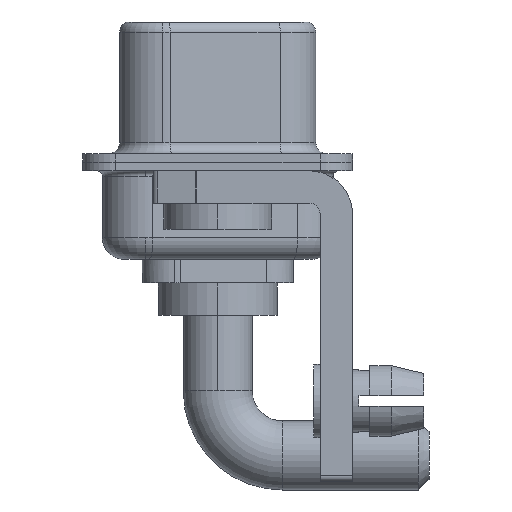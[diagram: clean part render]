
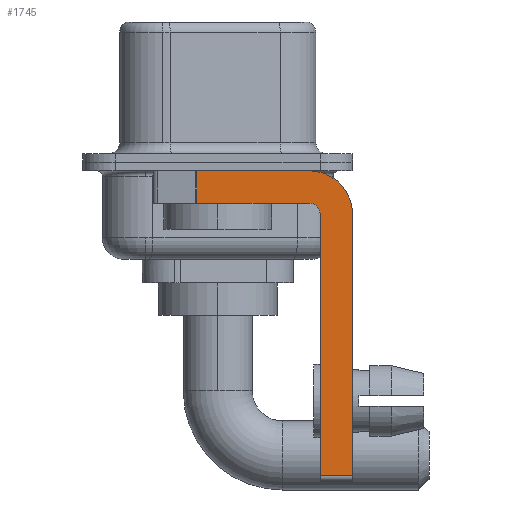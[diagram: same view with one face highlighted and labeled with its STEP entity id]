
A CAD part, left-side view. The second image highlights one B-rep face of the part: STEP entity #1745.
In plain terms, the highlighted planar face has unit normal (-1, 0, 0).
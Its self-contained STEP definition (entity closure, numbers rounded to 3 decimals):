
#699 = VERTEX_POINT ( 'NONE', #12002 ) ;
#1559 = LINE ( 'NONE', #10121, #16578 ) ;
#1716 = VECTOR ( 'NONE', #7884, 1000. ) ;
#1745 = ADVANCED_FACE ( 'NONE', ( #2272 ), #16377, .F. ) ;
#1989 = VERTEX_POINT ( 'NONE', #3004 ) ;
#2188 = DIRECTION ( 'NONE',  ( 0., 0., -1. ) ) ;
#2272 = FACE_OUTER_BOUND ( 'NONE', #13066, .T. ) ;
#2531 = DIRECTION ( 'NONE',  ( -1., 0., 0. ) ) ;
#2560 = EDGE_CURVE ( 'NONE', #3286, #12937, #6881, .T. ) ;
#2615 = AXIS2_PLACEMENT_3D ( 'NONE', #6505, #6773, #2188 ) ;
#3004 = CARTESIAN_POINT ( 'NONE',  ( -2.9, 0.978, -1.9 ) ) ;
#3006 = CARTESIAN_POINT ( 'NONE',  ( -2.9, -4.25, -2.4 ) ) ;
#3283 = CARTESIAN_POINT ( 'NONE',  ( -2.9, 0.978, -0.4 ) ) ;
#3286 = VERTEX_POINT ( 'NONE', #9054 ) ;
#3574 = LINE ( 'NONE', #10569, #1716 ) ;
#3822 = VERTEX_POINT ( 'NONE', #3283 ) ;
#4001 = CARTESIAN_POINT ( 'NONE',  ( -2.9, -4.75, -14.55 ) ) ;
#4492 = EDGE_CURVE ( 'NONE', #3822, #1989, #1559, .T. ) ;
#4511 = ORIENTED_EDGE ( 'NONE', *, *, #9688, .F. ) ;
#5073 = VERTEX_POINT ( 'NONE', #13591 ) ;
#5134 = AXIS2_PLACEMENT_3D ( 'NONE', #8052, #2531, #6583 ) ;
#5173 = EDGE_CURVE ( 'NONE', #11445, #699, #6497, .T. ) ;
#5314 = EDGE_CURVE ( 'NONE', #699, #12350, #18096, .T. ) ;
#5602 = CARTESIAN_POINT ( 'NONE',  ( -2.9, -4.25, -14.55 ) ) ;
#6497 = LINE ( 'NONE', #10377, #18085 ) ;
#6505 = CARTESIAN_POINT ( 'NONE',  ( -2.9, -4.25, -2.4 ) ) ;
#6524 = VECTOR ( 'NONE', #9745, 1000. ) ;
#6583 = DIRECTION ( 'NONE',  ( 0., 0., 1. ) ) ;
#6612 = DIRECTION ( 'NONE',  ( 0., 0., -1. ) ) ;
#6773 = DIRECTION ( 'NONE',  ( 1., 0., 0. ) ) ;
#6881 = LINE ( 'NONE', #15017, #10881 ) ;
#7884 = DIRECTION ( 'NONE',  ( 0., -1., 0. ) ) ;
#8052 = CARTESIAN_POINT ( 'NONE',  ( -2.9, -4.25, -2.4 ) ) ;
#8170 = LINE ( 'NONE', #5602, #6524 ) ;
#8725 = DIRECTION ( 'NONE',  ( 0., 0., -1. ) ) ;
#8865 = DIRECTION ( 'NONE',  ( 1., 0., 0. ) ) ;
#9028 = EDGE_CURVE ( 'NONE', #11445, #12937, #8170, .T. ) ;
#9054 = CARTESIAN_POINT ( 'NONE',  ( -2.9, -6.25, -2.4 ) ) ;
#9212 = DIRECTION ( 'NONE',  ( 0., 1., 0. ) ) ;
#9688 = EDGE_CURVE ( 'NONE', #5073, #3286, #10373, .T. ) ;
#9709 = ORIENTED_EDGE ( 'NONE', *, *, #4492, .T. ) ;
#9745 = DIRECTION ( 'NONE',  ( 0., -1., 0. ) ) ;
#9924 = VECTOR ( 'NONE', #9212, 1000. ) ;
#10121 = CARTESIAN_POINT ( 'NONE',  ( -2.9, 0.978, -1.9 ) ) ;
#10373 = CIRCLE ( 'NONE', #12446, 2. ) ;
#10377 = CARTESIAN_POINT ( 'NONE',  ( -2.9, -4.75, -14.8 ) ) ;
#10558 = DIRECTION ( 'NONE',  ( 0., 0., 1. ) ) ;
#10569 = CARTESIAN_POINT ( 'NONE',  ( -2.9, 3., -0.4 ) ) ;
#10612 = CARTESIAN_POINT ( 'NONE',  ( -2.9, -4.25, -1.9 ) ) ;
#10702 = LINE ( 'NONE', #10612, #9924 ) ;
#10881 = VECTOR ( 'NONE', #6612, 1000. ) ;
#11131 = ORIENTED_EDGE ( 'NONE', *, *, #2560, .F. ) ;
#11445 = VERTEX_POINT ( 'NONE', #4001 ) ;
#11658 = DIRECTION ( 'NONE',  ( 0., 0., -1. ) ) ;
#12002 = CARTESIAN_POINT ( 'NONE',  ( -2.9, -4.75, -2.4 ) ) ;
#12190 = CARTESIAN_POINT ( 'NONE',  ( -2.9, -6.25, -14.55 ) ) ;
#12350 = VERTEX_POINT ( 'NONE', #17638 ) ;
#12446 = AXIS2_PLACEMENT_3D ( 'NONE', #3006, #8865, #11658 ) ;
#12937 = VERTEX_POINT ( 'NONE', #12190 ) ;
#13066 = EDGE_LOOP ( 'NONE', ( #15188, #9709, #15418, #13945, #15368, #16112, #11131, #4511 ) ) ;
#13591 = CARTESIAN_POINT ( 'NONE',  ( -2.9, -4.25, -0.4 ) ) ;
#13945 = ORIENTED_EDGE ( 'NONE', *, *, #5314, .F. ) ;
#15017 = CARTESIAN_POINT ( 'NONE',  ( -2.9, -6.25, -2.4 ) ) ;
#15188 = ORIENTED_EDGE ( 'NONE', *, *, #17077, .F. ) ;
#15368 = ORIENTED_EDGE ( 'NONE', *, *, #5173, .F. ) ;
#15418 = ORIENTED_EDGE ( 'NONE', *, *, #15722, .F. ) ;
#15722 = EDGE_CURVE ( 'NONE', #12350, #1989, #10702, .T. ) ;
#16112 = ORIENTED_EDGE ( 'NONE', *, *, #9028, .T. ) ;
#16377 = PLANE ( 'NONE',  #2615 ) ;
#16578 = VECTOR ( 'NONE', #8725, 1000. ) ;
#17077 = EDGE_CURVE ( 'NONE', #3822, #5073, #3574, .T. ) ;
#17638 = CARTESIAN_POINT ( 'NONE',  ( -2.9, -4.25, -1.9 ) ) ;
#18085 = VECTOR ( 'NONE', #10558, 1000. ) ;
#18096 = CIRCLE ( 'NONE', #5134, 0.5 ) ;
